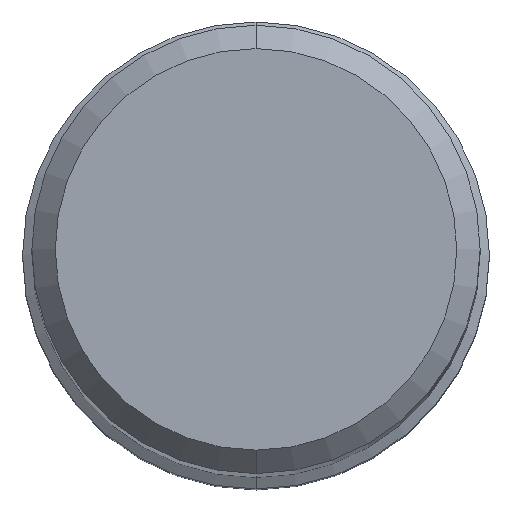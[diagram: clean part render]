
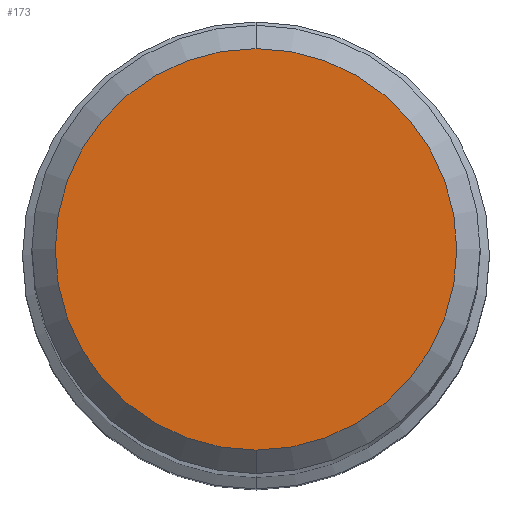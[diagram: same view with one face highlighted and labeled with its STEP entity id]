
A CAD part, top view. The second image highlights one B-rep face of the part: STEP entity #173.
In plain terms, the highlighted planar face has unit normal (0, 0, 1).
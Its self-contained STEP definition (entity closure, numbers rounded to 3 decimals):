
#173=ADVANCED_FACE('',(#410),#411,.T.);
#187=EDGE_CURVE('',#239,#241,#426,.T.);
#231=EDGE_CURVE('',#241,#239,#474,.T.);
#239=VERTEX_POINT('',#483);
#241=VERTEX_POINT('',#485);
#410=FACE_OUTER_BOUND('',#670,.T.);
#411=PLANE('',#671);
#426=CIRCLE('',#693,4.3);
#474=CIRCLE('',#752,4.3);
#483=CARTESIAN_POINT('',(0.,-4.3,0.0));
#485=CARTESIAN_POINT('',(0.0,4.3,0.0));
#670=EDGE_LOOP('',(#985,#986));
#671=AXIS2_PLACEMENT_3D('',#987,#988,#989);
#693=AXIS2_PLACEMENT_3D('',#1001,#1002,#1003);
#752=AXIS2_PLACEMENT_3D('',#1051,#1052,#1053);
#985=ORIENTED_EDGE('',*,*,#231,.F.);
#986=ORIENTED_EDGE('',*,*,#187,.F.);
#987=CARTESIAN_POINT('',(0.0,2.15,0.0));
#988=DIRECTION('',(-0.0,0.0,1.0));
#989=DIRECTION('',(0.0,-1.0,0.0));
#1001=CARTESIAN_POINT('',(0.0,0.0,0.0));
#1002=DIRECTION('',(0.0,0.0,-1.0));
#1003=DIRECTION('',(0.0,1.0,0.0));
#1051=CARTESIAN_POINT('',(0.0,0.0,0.0));
#1052=DIRECTION('',(0.0,0.0,-1.0));
#1053=DIRECTION('',(0.0,1.0,0.0));
